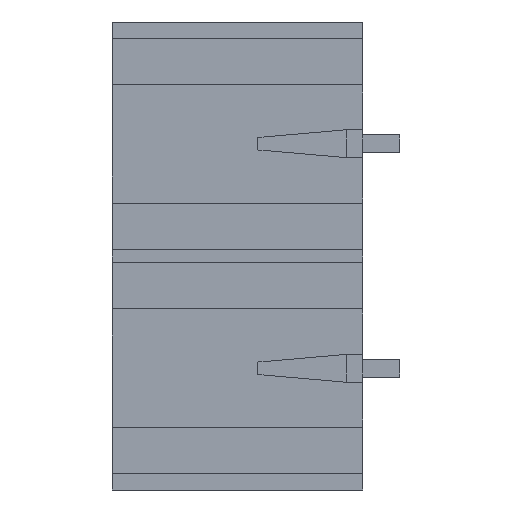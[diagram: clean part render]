
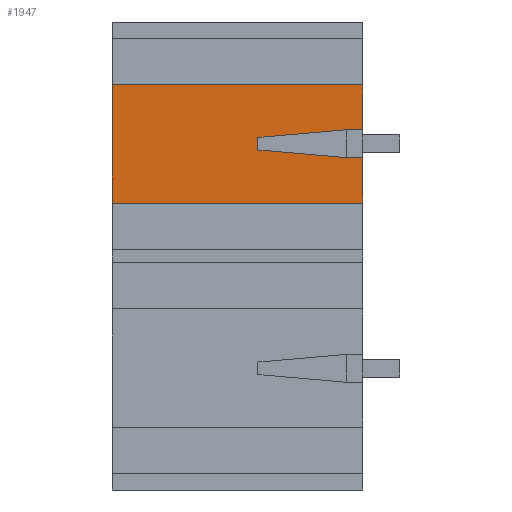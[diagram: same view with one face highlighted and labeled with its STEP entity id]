
A CAD part, left-side view. The second image highlights one B-rep face of the part: STEP entity #1947.
In plain terms, the highlighted planar face has unit normal (-1, 0, 0).
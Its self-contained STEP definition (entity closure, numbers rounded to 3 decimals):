
#26 = VERTEX_POINT ( 'NONE', #9395 ) ;
#33 = VECTOR ( 'NONE', #2658, 1000. ) ;
#84 = CARTESIAN_POINT ( 'NONE',  ( -38.85, 3.2, 14.705 ) ) ;
#151 = DIRECTION ( 'NONE',  ( 0., 1., 0. ) ) ;
#482 = LINE ( 'NONE', #2907, #8767 ) ;
#678 = LINE ( 'NONE', #6846, #4325 ) ;
#1043 = AXIS2_PLACEMENT_3D ( 'NONE', #9582, #1281, #9649 ) ;
#1214 = VERTEX_POINT ( 'NONE', #84 ) ;
#1232 = LINE ( 'NONE', #3311, #33 ) ;
#1281 = DIRECTION ( 'NONE',  ( -1., 0., 0. ) ) ;
#1359 = DIRECTION ( 'NONE',  ( 0., 0., -1. ) ) ;
#1467 = CARTESIAN_POINT ( 'NONE',  ( -38.85, 3.2, 10.85 ) ) ;
#1553 = VERTEX_POINT ( 'NONE', #4757 ) ;
#1565 = CARTESIAN_POINT ( 'NONE',  ( -38.85, 0., 4.55 ) ) ;
#1667 = VERTEX_POINT ( 'NONE', #4754 ) ;
#1920 = LINE ( 'NONE', #1467, #3566 ) ;
#1947 = ADVANCED_FACE ( 'NONE', ( #4788 ), #4283, .T. ) ;
#1959 = CARTESIAN_POINT ( 'NONE',  ( -38.85, 3.2, 20.105 ) ) ;
#2164 = LINE ( 'NONE', #8426, #7024 ) ;
#2168 = EDGE_CURVE ( 'NONE', #8173, #26, #4194, .T. ) ;
#2171 = CARTESIAN_POINT ( 'NONE',  ( -38.85, 0., 14.705 ) ) ;
#2294 = VECTOR ( 'NONE', #9031, 1000. ) ;
#2436 = LINE ( 'NONE', #1565, #7031 ) ;
#2530 = ORIENTED_EDGE ( 'NONE', *, *, #5843, .T. ) ;
#2554 = LINE ( 'NONE', #2171, #3024 ) ;
#2658 = DIRECTION ( 'NONE',  ( 0., 0.996, 0.087 ) ) ;
#2907 = CARTESIAN_POINT ( 'NONE',  ( -38.85, 3.2, 20.105 ) ) ;
#2963 = VERTEX_POINT ( 'NONE', #6344 ) ;
#3024 = VECTOR ( 'NONE', #7442, 1000. ) ;
#3283 = EDGE_CURVE ( 'NONE', #5691, #8637, #1920, .T. ) ;
#3311 = CARTESIAN_POINT ( 'NONE',  ( -38.85, 12.2, 9.115 ) ) ;
#3397 = LINE ( 'NONE', #9193, #4319 ) ;
#3566 = VECTOR ( 'NONE', #8872, 1000. ) ;
#3610 = EDGE_CURVE ( 'NONE', #1214, #8637, #6981, .T. ) ;
#3733 = EDGE_CURVE ( 'NONE', #8173, #2963, #482, .T. ) ;
#4152 = VECTOR ( 'NONE', #5827, 1000. ) ;
#4194 = LINE ( 'NONE', #9799, #2294 ) ;
#4209 = ORIENTED_EDGE ( 'NONE', *, *, #4852, .T. ) ;
#4283 = PLANE ( 'NONE',  #1043 ) ;
#4319 = VECTOR ( 'NONE', #5443, 1000. ) ;
#4325 = VECTOR ( 'NONE', #6151, 1000. ) ;
#4459 = VERTEX_POINT ( 'NONE', #8482 ) ;
#4672 = ORIENTED_EDGE ( 'NONE', *, *, #2168, .T. ) ;
#4674 = CARTESIAN_POINT ( 'NONE',  ( -38.85, 4.6, 10.85 ) ) ;
#4754 = CARTESIAN_POINT ( 'NONE',  ( -38.85, 24.74, 14.705 ) ) ;
#4757 = CARTESIAN_POINT ( 'NONE',  ( -38.85, 24.74, 4.55 ) ) ;
#4761 = CARTESIAN_POINT ( 'NONE',  ( -38.85, 3.2, 10.85 ) ) ;
#4788 = FACE_OUTER_BOUND ( 'NONE', #5393, .T. ) ;
#4852 = EDGE_CURVE ( 'NONE', #1214, #1667, #2554, .T. ) ;
#4869 = ORIENTED_EDGE ( 'NONE', *, *, #3733, .F. ) ;
#4891 = EDGE_CURVE ( 'NONE', #2963, #1553, #2436, .T. ) ;
#4907 = ORIENTED_EDGE ( 'NONE', *, *, #8602, .F. ) ;
#5094 = ORIENTED_EDGE ( 'NONE', *, *, #3610, .F. ) ;
#5393 = EDGE_LOOP ( 'NONE', ( #9457, #4869, #4672, #2530, #6027, #6995, #5825, #5094, #4209, #4907 ) ) ;
#5443 = DIRECTION ( 'NONE',  ( 0., 0., 1. ) ) ;
#5648 = EDGE_CURVE ( 'NONE', #8306, #4459, #2164, .T. ) ;
#5691 = VERTEX_POINT ( 'NONE', #4674 ) ;
#5825 = ORIENTED_EDGE ( 'NONE', *, *, #3283, .T. ) ;
#5827 = DIRECTION ( 'NONE',  ( 0., 0., -1. ) ) ;
#5843 = EDGE_CURVE ( 'NONE', #26, #8306, #1232, .T. ) ;
#6027 = ORIENTED_EDGE ( 'NONE', *, *, #5648, .T. ) ;
#6151 = DIRECTION ( 'NONE',  ( 0., -0.996, 0.087 ) ) ;
#6344 = CARTESIAN_POINT ( 'NONE',  ( -38.85, 3.2, 4.55 ) ) ;
#6846 = CARTESIAN_POINT ( 'NONE',  ( -38.85, 4.6, 10.85 ) ) ;
#6981 = LINE ( 'NONE', #1959, #4152 ) ;
#6995 = ORIENTED_EDGE ( 'NONE', *, *, #8030, .T. ) ;
#7024 = VECTOR ( 'NONE', #8344, 1000. ) ;
#7031 = VECTOR ( 'NONE', #151, 1000. ) ;
#7243 = CARTESIAN_POINT ( 'NONE',  ( -38.85, 3.2, 8.45 ) ) ;
#7442 = DIRECTION ( 'NONE',  ( 0., 1., 0. ) ) ;
#8030 = EDGE_CURVE ( 'NONE', #4459, #5691, #678, .T. ) ;
#8038 = CARTESIAN_POINT ( 'NONE',  ( -38.85, 12.2, 9.115 ) ) ;
#8173 = VERTEX_POINT ( 'NONE', #7243 ) ;
#8306 = VERTEX_POINT ( 'NONE', #8038 ) ;
#8344 = DIRECTION ( 'NONE',  ( 0., 0., 1. ) ) ;
#8426 = CARTESIAN_POINT ( 'NONE',  ( -38.85, 12.2, 10.185 ) ) ;
#8482 = CARTESIAN_POINT ( 'NONE',  ( -38.85, 12.2, 10.185 ) ) ;
#8602 = EDGE_CURVE ( 'NONE', #1553, #1667, #3397, .T. ) ;
#8637 = VERTEX_POINT ( 'NONE', #4761 ) ;
#8767 = VECTOR ( 'NONE', #1359, 1000. ) ;
#8872 = DIRECTION ( 'NONE',  ( 0., -1., 0. ) ) ;
#9031 = DIRECTION ( 'NONE',  ( 0., 1., 0. ) ) ;
#9193 = CARTESIAN_POINT ( 'NONE',  ( -38.85, 24.74, 20.105 ) ) ;
#9395 = CARTESIAN_POINT ( 'NONE',  ( -38.85, 4.6, 8.45 ) ) ;
#9457 = ORIENTED_EDGE ( 'NONE', *, *, #4891, .F. ) ;
#9582 = CARTESIAN_POINT ( 'NONE',  ( -38.85, 0., 0. ) ) ;
#9649 = DIRECTION ( 'NONE',  ( 0., 0., 1. ) ) ;
#9799 = CARTESIAN_POINT ( 'NONE',  ( -38.85, 4.6, 8.45 ) ) ;
